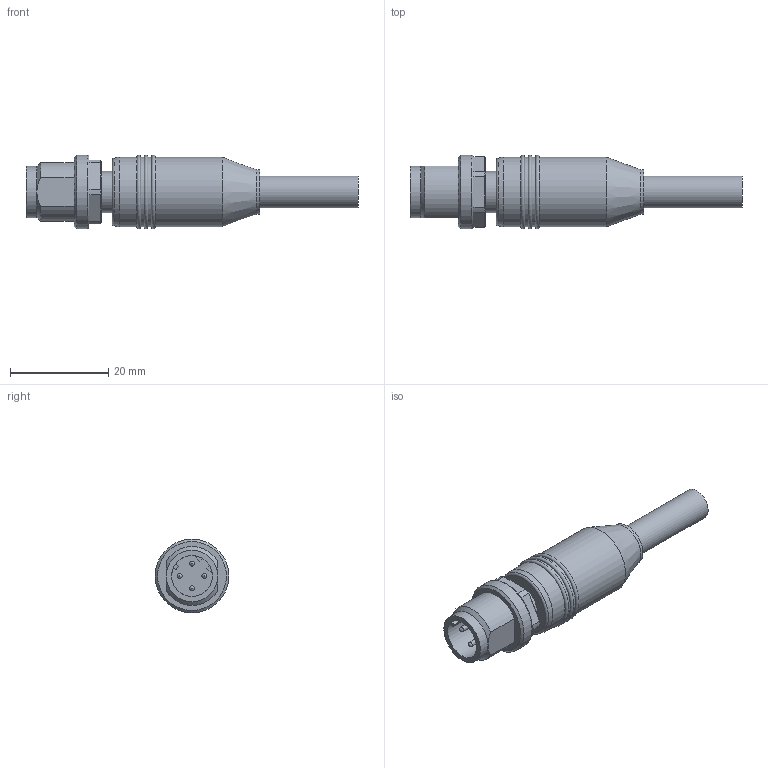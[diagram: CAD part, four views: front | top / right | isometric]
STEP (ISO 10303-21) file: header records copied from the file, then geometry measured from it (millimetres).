
FILE_DESCRIPTION((''),'2;1');
FILE_NAME('M12-Stecker gerade D-Kod 4-pol geschirmt.stp','2011-07-21T14:01:26',('Reichert'),(''),'Autodesk Inventor 2011','Autodesk Inventor 2011','');
FILE_SCHEMA(('AUTOMOTIVE_DESIGN { 1 0 10303 214 1 1 1 1 }'));
Length unit declared in the file: millimetre
Products named in the file (1): M12 St ger gesch
Bounding box: 67.5 x 15 x 15 mm (x, y, z)
Volume: 6589.4 mm3; surface area: 3176.1 mm2
Topology: 1 solids, 1 shells, 78 faces, 168 edges, 102 vertices
Faces by surface type: plane 36, cylinder 22, cone 11, torus 5, bspline 4
Full cylindrical faces by diameter (mm): 1 x4, 6.5 x1, 8.3 x1, 8.4 x1, 9 x1, 10.5 x1, 14.2 x4, 15 x1
Entity records: 2137 total; most frequent: CARTESIAN_POINT 527, DIRECTION 338, ORIENTED_EDGE 280, EDGE_CURVE 140, AXIS2_PLACEMENT_3D 139, EDGE_LOOP 114, VERTEX_POINT 100, FACE_OUTER_BOUND 78
